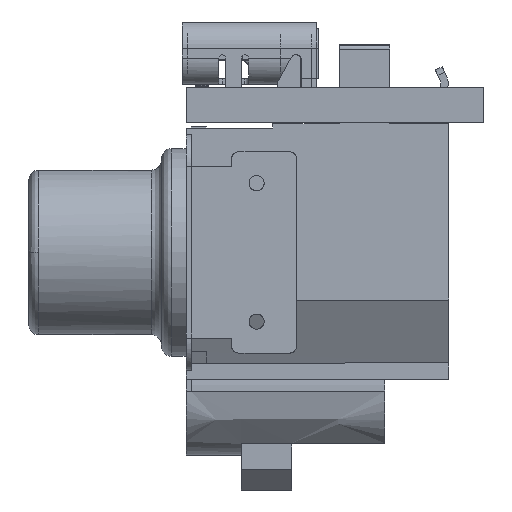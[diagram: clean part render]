
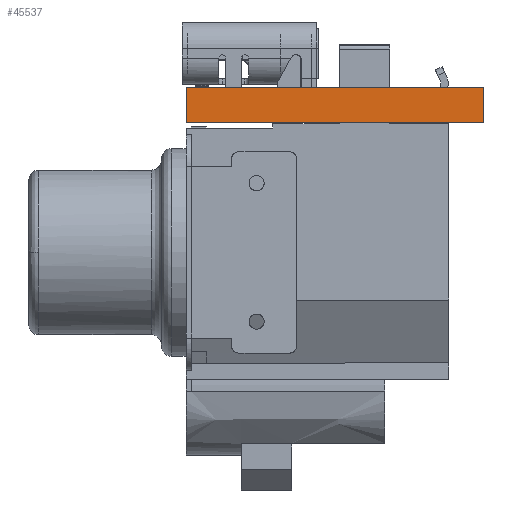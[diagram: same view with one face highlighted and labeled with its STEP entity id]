
A CAD part, left-side view. The second image highlights one B-rep face of the part: STEP entity #45537.
In plain terms, the highlighted planar face has unit normal (-1, 0, 0).
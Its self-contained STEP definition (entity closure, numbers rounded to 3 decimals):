
#45537 = ADVANCED_FACE('',(#45538),#45552,.T.);
#45538 = FACE_BOUND('',#45539,.T.);
#45539 = EDGE_LOOP('',(#45540,#45575,#45603,#45631));
#45540 = ORIENTED_EDGE('',*,*,#45541,.T.);
#45541 = EDGE_CURVE('',#45542,#45544,#45546,.T.);
#45542 = VERTEX_POINT('',#45543);
#45543 = CARTESIAN_POINT('',(0.25,-15.,0.));
#45544 = VERTEX_POINT('',#45545);
#45545 = CARTESIAN_POINT('',(0.25,-15.,1.77));
#45546 = SURFACE_CURVE('',#45547,(#45551,#45563),.PCURVE_S1.);
#45547 = LINE('',#45548,#45549);
#45548 = CARTESIAN_POINT('',(0.25,-15.,0.));
#45549 = VECTOR('',#45550,1.);
#45550 = DIRECTION('',(0.,0.,1.));
#45551 = PCURVE('',#45552,#45557);
#45552 = PLANE('',#45553);
#45553 = AXIS2_PLACEMENT_3D('',#45554,#45555,#45556);
#45554 = CARTESIAN_POINT('',(0.25,-15.,0.));
#45555 = DIRECTION('',(-1.,0.,0.));
#45556 = DIRECTION('',(0.,1.,0.));
#45557 = DEFINITIONAL_REPRESENTATION('',(#45558),#45562);
#45558 = LINE('',#45559,#45560);
#45559 = CARTESIAN_POINT('',(0.,0.));
#45560 = VECTOR('',#45561,1.);
#45561 = DIRECTION('',(0.,-1.));
#45562 = ( GEOMETRIC_REPRESENTATION_CONTEXT(2) 
PARAMETRIC_REPRESENTATION_CONTEXT() REPRESENTATION_CONTEXT('2D SPACE',''
  ) );
#45563 = PCURVE('',#45564,#45569);
#45564 = PLANE('',#45565);
#45565 = AXIS2_PLACEMENT_3D('',#45566,#45567,#45568);
#45566 = CARTESIAN_POINT('',(99.75,-15.,0.));
#45567 = DIRECTION('',(0.,-1.,0.));
#45568 = DIRECTION('',(-1.,0.,0.));
#45569 = DEFINITIONAL_REPRESENTATION('',(#45570),#45574);
#45570 = LINE('',#45571,#45572);
#45571 = CARTESIAN_POINT('',(99.5,0.));
#45572 = VECTOR('',#45573,1.);
#45573 = DIRECTION('',(0.,-1.));
#45574 = ( GEOMETRIC_REPRESENTATION_CONTEXT(2) 
PARAMETRIC_REPRESENTATION_CONTEXT() REPRESENTATION_CONTEXT('2D SPACE',''
  ) );
#45575 = ORIENTED_EDGE('',*,*,#45576,.T.);
#45576 = EDGE_CURVE('',#45544,#45577,#45579,.T.);
#45577 = VERTEX_POINT('',#45578);
#45578 = CARTESIAN_POINT('',(0.25,0.,1.77));
#45579 = SURFACE_CURVE('',#45580,(#45584,#45591),.PCURVE_S1.);
#45580 = LINE('',#45581,#45582);
#45581 = CARTESIAN_POINT('',(0.25,-15.,1.77));
#45582 = VECTOR('',#45583,1.);
#45583 = DIRECTION('',(0.,1.,0.));
#45584 = PCURVE('',#45552,#45585);
#45585 = DEFINITIONAL_REPRESENTATION('',(#45586),#45590);
#45586 = LINE('',#45587,#45588);
#45587 = CARTESIAN_POINT('',(0.,-1.77));
#45588 = VECTOR('',#45589,1.);
#45589 = DIRECTION('',(1.,0.));
#45590 = ( GEOMETRIC_REPRESENTATION_CONTEXT(2) 
PARAMETRIC_REPRESENTATION_CONTEXT() REPRESENTATION_CONTEXT('2D SPACE',''
  ) );
#45591 = PCURVE('',#45592,#45597);
#45592 = PLANE('',#45593);
#45593 = AXIS2_PLACEMENT_3D('',#45594,#45595,#45596);
#45594 = CARTESIAN_POINT('',(50.,-7.5,1.77));
#45595 = DIRECTION('',(-0.,-0.,-1.));
#45596 = DIRECTION('',(-1.,0.,0.));
#45597 = DEFINITIONAL_REPRESENTATION('',(#45598),#45602);
#45598 = LINE('',#45599,#45600);
#45599 = CARTESIAN_POINT('',(49.75,-7.5));
#45600 = VECTOR('',#45601,1.);
#45601 = DIRECTION('',(0.,1.));
#45602 = ( GEOMETRIC_REPRESENTATION_CONTEXT(2) 
PARAMETRIC_REPRESENTATION_CONTEXT() REPRESENTATION_CONTEXT('2D SPACE',''
  ) );
#45603 = ORIENTED_EDGE('',*,*,#45604,.F.);
#45604 = EDGE_CURVE('',#45605,#45577,#45607,.T.);
#45605 = VERTEX_POINT('',#45606);
#45606 = CARTESIAN_POINT('',(0.25,-0.,0.));
#45607 = SURFACE_CURVE('',#45608,(#45612,#45619),.PCURVE_S1.);
#45608 = LINE('',#45609,#45610);
#45609 = CARTESIAN_POINT('',(0.25,-0.,0.));
#45610 = VECTOR('',#45611,1.);
#45611 = DIRECTION('',(0.,0.,1.));
#45612 = PCURVE('',#45552,#45613);
#45613 = DEFINITIONAL_REPRESENTATION('',(#45614),#45618);
#45614 = LINE('',#45615,#45616);
#45615 = CARTESIAN_POINT('',(15.,0.));
#45616 = VECTOR('',#45617,1.);
#45617 = DIRECTION('',(0.,-1.));
#45618 = ( GEOMETRIC_REPRESENTATION_CONTEXT(2) 
PARAMETRIC_REPRESENTATION_CONTEXT() REPRESENTATION_CONTEXT('2D SPACE',''
  ) );
#45619 = PCURVE('',#45620,#45625);
#45620 = PLANE('',#45621);
#45621 = AXIS2_PLACEMENT_3D('',#45622,#45623,#45624);
#45622 = CARTESIAN_POINT('',(0.25,0.,0.));
#45623 = DIRECTION('',(0.,1.,0.));
#45624 = DIRECTION('',(1.,0.,0.));
#45625 = DEFINITIONAL_REPRESENTATION('',(#45626),#45630);
#45626 = LINE('',#45627,#45628);
#45627 = CARTESIAN_POINT('',(0.,0.));
#45628 = VECTOR('',#45629,1.);
#45629 = DIRECTION('',(0.,-1.));
#45630 = ( GEOMETRIC_REPRESENTATION_CONTEXT(2) 
PARAMETRIC_REPRESENTATION_CONTEXT() REPRESENTATION_CONTEXT('2D SPACE',''
  ) );
#45631 = ORIENTED_EDGE('',*,*,#45632,.F.);
#45632 = EDGE_CURVE('',#45542,#45605,#45633,.T.);
#45633 = SURFACE_CURVE('',#45634,(#45638,#45645),.PCURVE_S1.);
#45634 = LINE('',#45635,#45636);
#45635 = CARTESIAN_POINT('',(0.25,-15.,0.));
#45636 = VECTOR('',#45637,1.);
#45637 = DIRECTION('',(0.,1.,0.));
#45638 = PCURVE('',#45552,#45639);
#45639 = DEFINITIONAL_REPRESENTATION('',(#45640),#45644);
#45640 = LINE('',#45641,#45642);
#45641 = CARTESIAN_POINT('',(0.,0.));
#45642 = VECTOR('',#45643,1.);
#45643 = DIRECTION('',(1.,0.));
#45644 = ( GEOMETRIC_REPRESENTATION_CONTEXT(2) 
PARAMETRIC_REPRESENTATION_CONTEXT() REPRESENTATION_CONTEXT('2D SPACE',''
  ) );
#45645 = PCURVE('',#45646,#45651);
#45646 = PLANE('',#45647);
#45647 = AXIS2_PLACEMENT_3D('',#45648,#45649,#45650);
#45648 = CARTESIAN_POINT('',(50.,-7.5,0.));
#45649 = DIRECTION('',(-0.,-0.,-1.));
#45650 = DIRECTION('',(-1.,0.,0.));
#45651 = DEFINITIONAL_REPRESENTATION('',(#45652),#45656);
#45652 = LINE('',#45653,#45654);
#45653 = CARTESIAN_POINT('',(49.75,-7.5));
#45654 = VECTOR('',#45655,1.);
#45655 = DIRECTION('',(0.,1.));
#45656 = ( GEOMETRIC_REPRESENTATION_CONTEXT(2) 
PARAMETRIC_REPRESENTATION_CONTEXT() REPRESENTATION_CONTEXT('2D SPACE',''
  ) );
